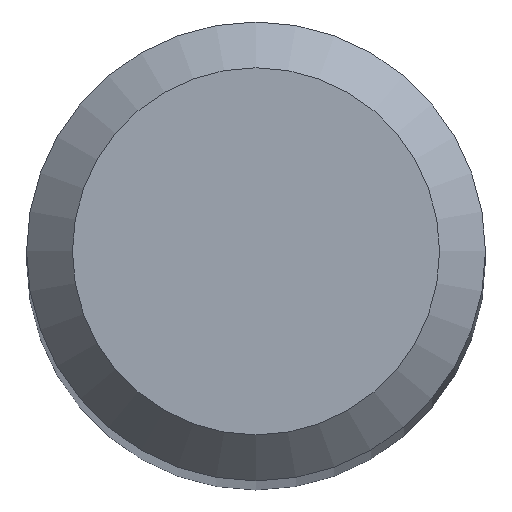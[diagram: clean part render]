
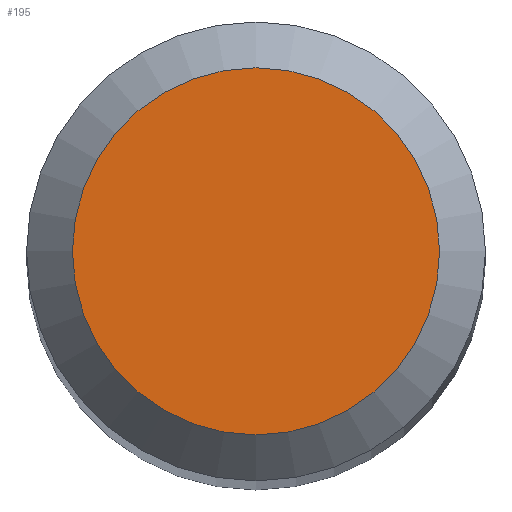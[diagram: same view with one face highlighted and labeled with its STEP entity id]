
A CAD part, top view. The second image highlights one B-rep face of the part: STEP entity #195.
In plain terms, the highlighted planar face has unit normal (0, 0, 1).
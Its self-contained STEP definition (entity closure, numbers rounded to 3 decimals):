
#25 = CARTESIAN_POINT ( 'NONE',  ( 0., 0., 61. ) ) ;
#39 = VERTEX_POINT ( 'NONE', #228 ) ;
#53 = AXIS2_PLACEMENT_3D ( 'NONE', #160, #120, #70 ) ;
#70 = DIRECTION ( 'NONE',  ( 0., 1., 0. ) ) ;
#101 = FACE_OUTER_BOUND ( 'NONE', #169, .T. ) ;
#108 = AXIS2_PLACEMENT_3D ( 'NONE', #25, #158, #280 ) ;
#120 = DIRECTION ( 'NONE',  ( 0., 0., -1. ) ) ;
#154 = CIRCLE ( 'NONE', #53, 1.2 ) ;
#158 = DIRECTION ( 'NONE',  ( 0., 0., -1. ) ) ;
#160 = CARTESIAN_POINT ( 'NONE',  ( 0., 0., 61. ) ) ;
#169 = EDGE_LOOP ( 'NONE', ( #244 ) ) ;
#189 = EDGE_CURVE ( 'NONE', #39, #39, #154, .T. ) ;
#195 = ADVANCED_FACE ( 'NONE', ( #101 ), #237, .F. ) ;
#228 = CARTESIAN_POINT ( 'NONE',  ( 0., 1.2, 61. ) ) ;
#237 = PLANE ( 'NONE',  #108 ) ;
#244 = ORIENTED_EDGE ( 'NONE', *, *, #189, .F. ) ;
#280 = DIRECTION ( 'NONE',  ( 0., 1., 0. ) ) ;
